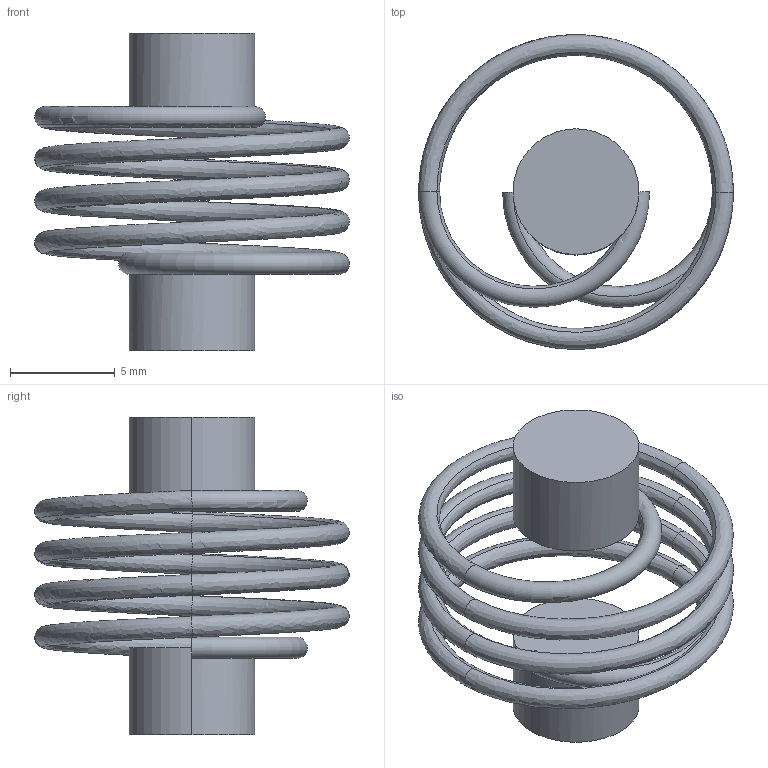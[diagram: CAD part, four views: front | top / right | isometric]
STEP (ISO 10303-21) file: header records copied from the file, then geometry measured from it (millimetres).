
FILE_DESCRIPTION (( 'STEP AP203' ), '1' );
FILE_NAME ('Spring cylinder.CATPart_Default_sldprt.STEP', '2019-12-11T12:53:14', ( '' ), ( '' ), 'SwSTEP 2.0', 'SolidWorks 2018', '' );
FILE_SCHEMA (( 'CONFIG_CONTROL_DESIGN' ));
Length unit declared in the file: millimetre
Products named in the file (1): Spring cylinder.CATPart_Default_sldprt
Bounding box: 15 x 15 x 15.16 mm (x, y, z)
Volume: 375.9 mm3; surface area: 843.6 mm2
Topology: 1 solids, 1 shells, 30 faces, 63 edges, 35 vertices
Faces by surface type: bspline 14, torus 6, plane 6, cylinder 4
Entity records: 2168 total; most frequent: CARTESIAN_POINT 1585, ORIENTED_EDGE 126, DIRECTION 78, EDGE_CURVE 63, AXIS2_PLACEMENT_3D 35, VERTEX_POINT 35, ADVANCED_FACE 30, EDGE_LOOP 30
